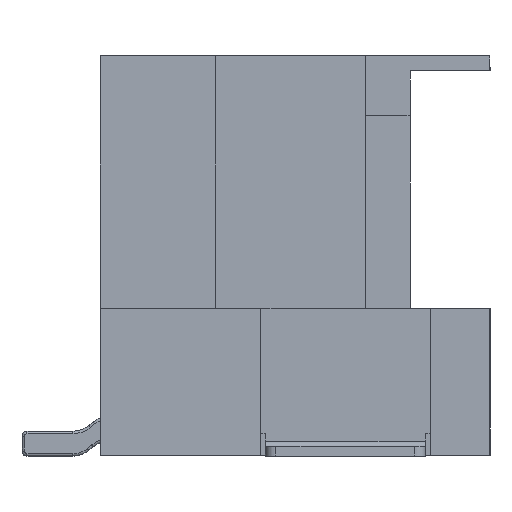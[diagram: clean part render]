
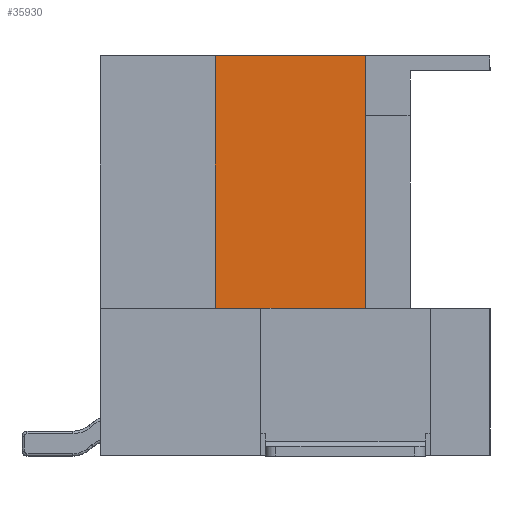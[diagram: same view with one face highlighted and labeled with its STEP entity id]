
A CAD part, left-side view. The second image highlights one B-rep face of the part: STEP entity #35930.
In plain terms, the highlighted planar face has unit normal (-1, 0, 0).
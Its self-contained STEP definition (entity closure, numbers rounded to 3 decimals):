
#2217 = CARTESIAN_POINT ( 'NONE',  ( -2.85, -2.4, 2.96 ) ) ;
#2525 = ORIENTED_EDGE ( 'NONE', *, *, #41782, .T. ) ;
#5545 = EDGE_LOOP ( 'NONE', ( #9438, #24162, #14172, #44913, #2525 ) ) ;
#5821 = CARTESIAN_POINT ( 'NONE',  ( -2.85, 0.6, 2.96 ) ) ;
#8707 = VERTEX_POINT ( 'NONE', #52389 ) ;
#9438 = ORIENTED_EDGE ( 'NONE', *, *, #23427, .T. ) ;
#9513 = EDGE_CURVE ( 'NONE', #8707, #11156, #48013, .T. ) ;
#10694 = LINE ( 'NONE', #27846, #39455 ) ;
#11046 = VECTOR ( 'NONE', #36352, 1000. ) ;
#11156 = VERTEX_POINT ( 'NONE', #43715 ) ;
#11628 = EDGE_CURVE ( 'NONE', #25616, #8707, #15112, .T. ) ;
#12200 = CARTESIAN_POINT ( 'NONE',  ( -2.85, 0.6, 8.01 ) ) ;
#14172 = ORIENTED_EDGE ( 'NONE', *, *, #11628, .F. ) ;
#15112 = LINE ( 'NONE', #30438, #42436 ) ;
#16336 = CARTESIAN_POINT ( 'NONE',  ( -2.85, -2.4, 8.01 ) ) ;
#18858 = VERTEX_POINT ( 'NONE', #27880 ) ;
#19085 = DIRECTION ( 'NONE',  ( 0., 1., 0. ) ) ;
#20246 = LINE ( 'NONE', #12200, #11046 ) ;
#23427 = EDGE_CURVE ( 'NONE', #47130, #11156, #20246, .T. ) ;
#24162 = ORIENTED_EDGE ( 'NONE', *, *, #9513, .F. ) ;
#25616 = VERTEX_POINT ( 'NONE', #48579 ) ;
#26541 = DIRECTION ( 'NONE',  ( 0., 0., 1. ) ) ;
#27846 = CARTESIAN_POINT ( 'NONE',  ( -2.85, 0.6, 2.96 ) ) ;
#27880 = CARTESIAN_POINT ( 'NONE',  ( -2.85, -2.4, 2.96 ) ) ;
#30438 = CARTESIAN_POINT ( 'NONE',  ( -2.85, 0.6, 2.96 ) ) ;
#30744 = PLANE ( 'NONE',  #45269 ) ;
#31133 = DIRECTION ( 'NONE',  ( 0., 0., 1. ) ) ;
#34235 = DIRECTION ( 'NONE',  ( 1., 0., 0. ) ) ;
#34696 = VECTOR ( 'NONE', #26541, 1000. ) ;
#35930 = ADVANCED_FACE ( 'NONE', ( #37701 ), #30744, .F. ) ;
#36352 = DIRECTION ( 'NONE',  ( 0., 1., 0. ) ) ;
#37701 = FACE_OUTER_BOUND ( 'NONE', #5545, .T. ) ;
#39028 = EDGE_CURVE ( 'NONE', #18858, #25616, #10694, .T. ) ;
#39425 = LINE ( 'NONE', #2217, #34696 ) ;
#39455 = VECTOR ( 'NONE', #39636, 1000. ) ;
#39636 = DIRECTION ( 'NONE',  ( 0., 1., 0. ) ) ;
#41782 = EDGE_CURVE ( 'NONE', #18858, #47130, #39425, .T. ) ;
#42436 = VECTOR ( 'NONE', #19085, 1000. ) ;
#43715 = CARTESIAN_POINT ( 'NONE',  ( -2.85, 0.6, 8.01 ) ) ;
#44913 = ORIENTED_EDGE ( 'NONE', *, *, #39028, .F. ) ;
#45269 = AXIS2_PLACEMENT_3D ( 'NONE', #5821, #34235, #50847 ) ;
#47130 = VERTEX_POINT ( 'NONE', #16336 ) ;
#48013 = LINE ( 'NONE', #51492, #48551 ) ;
#48551 = VECTOR ( 'NONE', #31133, 1000. ) ;
#48579 = CARTESIAN_POINT ( 'NONE',  ( -2.85, 0.345, 2.96 ) ) ;
#50847 = DIRECTION ( 'NONE',  ( 0., 1., 0. ) ) ;
#51492 = CARTESIAN_POINT ( 'NONE',  ( -2.85, 0.6, 2.96 ) ) ;
#52389 = CARTESIAN_POINT ( 'NONE',  ( -2.85, 0.6, 2.96 ) ) ;
